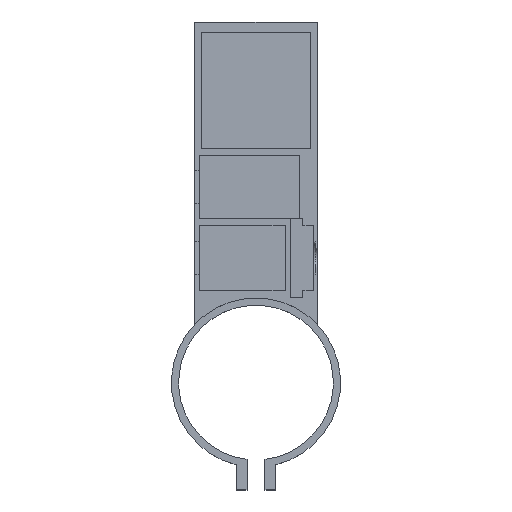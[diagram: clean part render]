
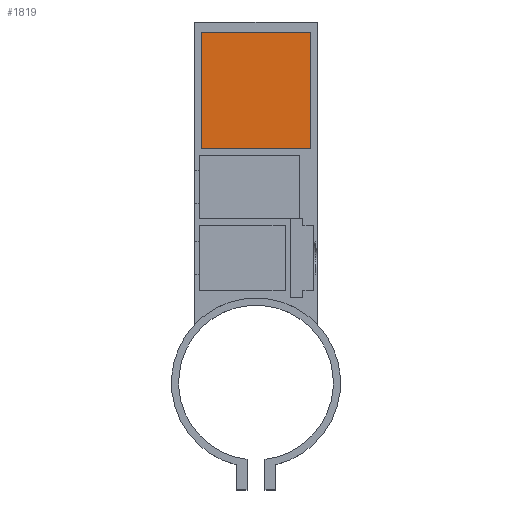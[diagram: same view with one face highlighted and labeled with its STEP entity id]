
A CAD part, top view. The second image highlights one B-rep face of the part: STEP entity #1819.
In plain terms, the highlighted planar face has unit normal (0, 0, 1).
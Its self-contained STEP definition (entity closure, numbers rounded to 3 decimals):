
#1688 = VERTEX_POINT('',#1689);
#1689 = CARTESIAN_POINT('',(-15.25,65.2,2.));
#1695 = EDGE_CURVE('',#1696,#1688,#1698,.T.);
#1696 = VERTEX_POINT('',#1697);
#1697 = CARTESIAN_POINT('',(-15.25,97.2,2.));
#1698 = LINE('',#1699,#1700);
#1699 = CARTESIAN_POINT('',(-15.25,97.2,2.));
#1700 = VECTOR('',#1701,1.);
#1701 = DIRECTION('',(0.,-1.,0.));
#1718 = VERTEX_POINT('',#1719);
#1719 = CARTESIAN_POINT('',(15.25,97.2,2.));
#1727 = EDGE_CURVE('',#1718,#1696,#1728,.T.);
#1728 = LINE('',#1729,#1730);
#1729 = CARTESIAN_POINT('',(15.25,97.2,2.));
#1730 = VECTOR('',#1731,1.);
#1731 = DIRECTION('',(-1.,0.,0.));
#1744 = VERTEX_POINT('',#1745);
#1745 = CARTESIAN_POINT('',(15.25,65.2,2.));
#1751 = EDGE_CURVE('',#1688,#1744,#1752,.T.);
#1752 = LINE('',#1753,#1754);
#1753 = CARTESIAN_POINT('',(-15.25,65.2,2.));
#1754 = VECTOR('',#1755,1.);
#1755 = DIRECTION('',(1.,0.,0.));
#1768 = EDGE_CURVE('',#1744,#1718,#1769,.T.);
#1769 = LINE('',#1770,#1771);
#1770 = CARTESIAN_POINT('',(15.25,65.2,2.));
#1771 = VECTOR('',#1772,1.);
#1772 = DIRECTION('',(0.,1.,0.));
#1819 = ADVANCED_FACE('',(#1820),#1826,.T.);
#1820 = FACE_BOUND('',#1821,.T.);
#1821 = EDGE_LOOP('',(#1822,#1823,#1824,#1825));
#1822 = ORIENTED_EDGE('',*,*,#1695,.T.);
#1823 = ORIENTED_EDGE('',*,*,#1751,.T.);
#1824 = ORIENTED_EDGE('',*,*,#1768,.T.);
#1825 = ORIENTED_EDGE('',*,*,#1727,.T.);
#1826 = PLANE('',#1827);
#1827 = AXIS2_PLACEMENT_3D('',#1828,#1829,#1830);
#1828 = CARTESIAN_POINT('',(-1.93,59.777,2.));
#1829 = DIRECTION('',(0.,0.,1.));
#1830 = DIRECTION('',(1.,0.,0.));
